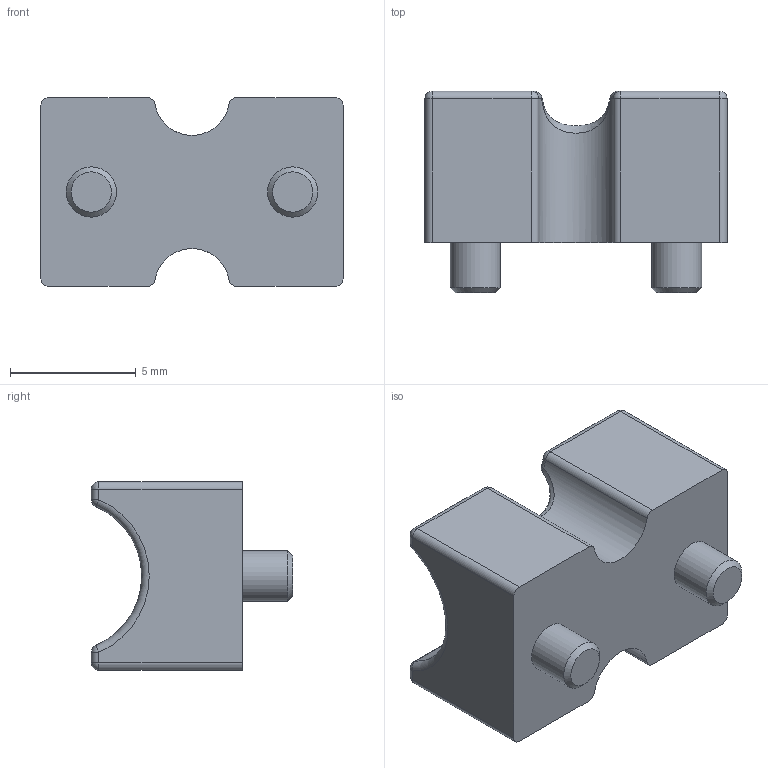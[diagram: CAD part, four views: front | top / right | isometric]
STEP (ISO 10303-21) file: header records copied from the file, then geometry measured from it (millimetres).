
FILE_DESCRIPTION(/* description */ ('OpenIRV project focus board motor mount part v0.1.0'),/* implementation_level */ '2;1');
FILE_NAME(/* name */ 'motor_mount.stp',/* time_stamp */ '2020-08-26T00:43:41+03:00',/* author */ ('Vaagn Oganesyan'),/* organization */ ('-'),/* preprocessor_version */ 'ST-DEVELOPER v17.2',/* originating_system */ 'Autodesk Inventor 2019',/* authorisation */ '');
FILE_SCHEMA (('AUTOMOTIVE_DESIGN { 1 0 10303 214 3 1 1 }'));
Length unit declared in the file: millimetre
Products named in the file (1): motor_mount
Bounding box: 12 x 8 x 7.5 mm (x, y, z)
Volume: 409.5 mm3; surface area: 426 mm2
Topology: 1 solids, 1 shells, 64 faces, 130 edges, 70 vertices
Faces by surface type: cylinder 25, sphere 16, plane 13, torus 6, cone 2, bspline 2
Full cylindrical faces by diameter (mm): 2 x2
Entity records: 1825 total; most frequent: CARTESIAN_POINT 419, DIRECTION 328, ORIENTED_EDGE 260, AXIS2_PLACEMENT_3D 139, EDGE_CURVE 130, CIRCLE 76, VERTEX_POINT 70, EDGE_LOOP 66
